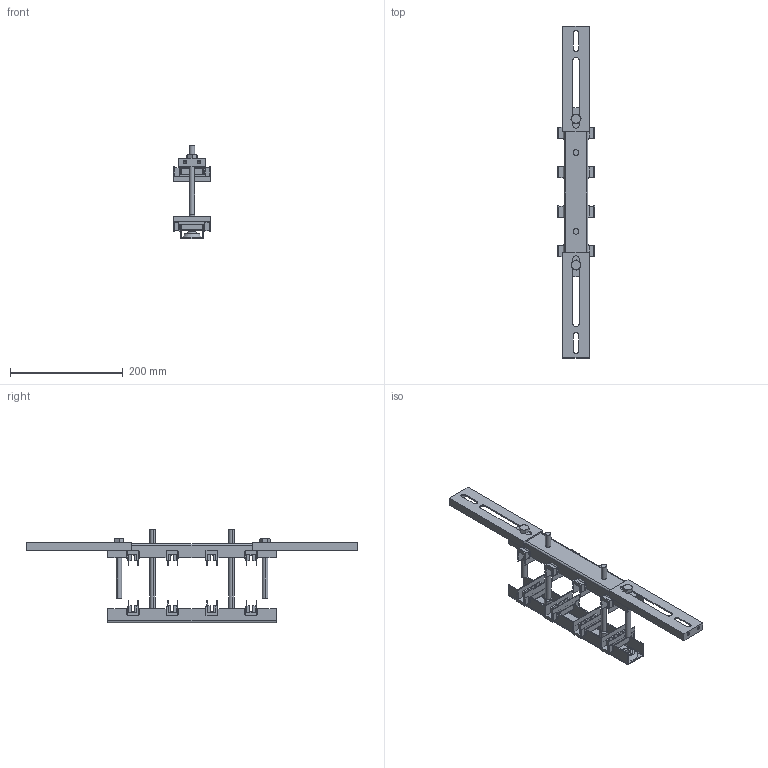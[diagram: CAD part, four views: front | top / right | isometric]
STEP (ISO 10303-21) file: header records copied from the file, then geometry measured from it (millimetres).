
FILE_DESCRIPTION(('STEP AP203'),'1');
FILE_NAME('ubs1-10tn.stp','2024-08-26T09:19:15',('TraceParts'),('TraceParts S.A.'),'Spatial InterOp 3D',' ',' ');
FILE_SCHEMA(('CONFIG_CONTROL_DESIGN'));
Length unit declared in the file: millimetre
Products named in the file (1): 1
Bounding box: 66.4 x 589.85 x 165.87 mm (x, y, z)
Volume: 358193.9 mm3; surface area: 288586.1 mm2
Topology: 24 solids, 24 shells, 1198 faces, 3212 edges, 2104 vertices
Faces by surface type: plane 1018, cylinder 132, cone 44, torus 4
Entity records: 37072 total; most frequent: CARTESIAN_POINT 6682, ORIENTED_EDGE 6424, DIRECTION 5948, EDGE_CURVE 3212, LINE 2872, VECTOR 2872, VERTEX_POINT 2104, AXIS2_PLACEMENT_3D 1538
